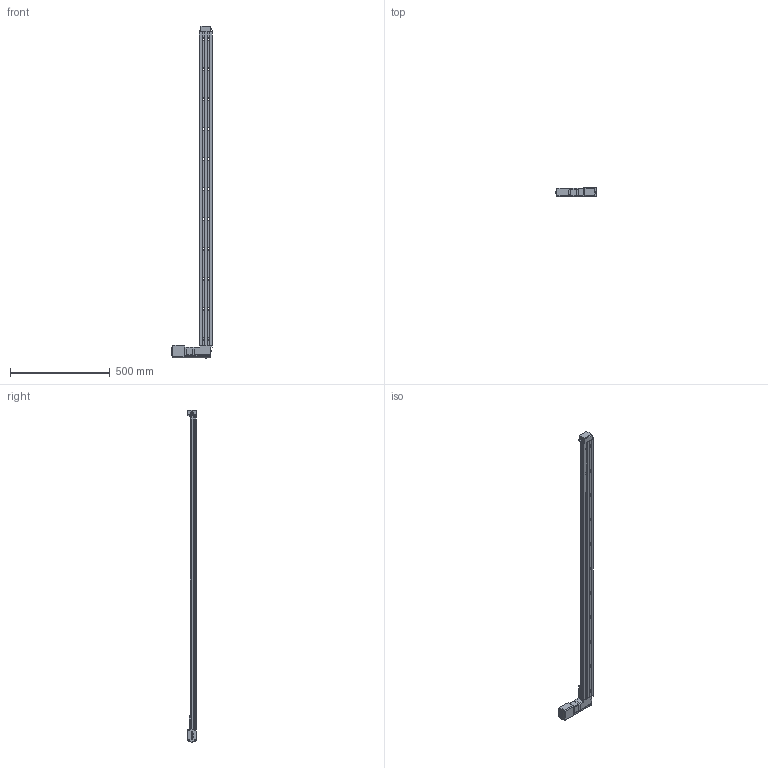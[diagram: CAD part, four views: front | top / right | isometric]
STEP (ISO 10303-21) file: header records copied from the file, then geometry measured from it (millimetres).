
FILE_DESCRIPTION (( 'STEP AP203' ), '1' );
FILE_NAME ('BLQ1495-E01T3A.step', '2023-05-18T00:15:58', ( '' ), ( '' ), 'SwSTEP 2.0', 'SolidWorks 2019', '' );
FILE_SCHEMA (( 'CONFIG_CONTROL_DESIGN' ));
Length unit declared in the file: millimetre
Products named in the file (4): BLQ1495-E01T3A; NMS17_motor^BLQ_BLQ-E01T3A; BLQ_base^BLQ_BLQ1495; BLQ_carriage^BLQ_Standard
Assembly tree (3 placements, depth 2):
  BLQ1495-E01T3A
    BLQ_base^BLQ_BLQ1495
    BLQ_carriage^BLQ_Standard
    NMS17_motor^BLQ_BLQ-E01T3A
Bounding box: 204.61 x 44.15 x 1662.2 mm (x, y, z)
Volume: 1761022.2 mm3; surface area: 578894.9 mm2
Topology: 29 solids, 29 shells, 997 faces, 2610 edges, 1712 vertices
Faces by surface type: plane 513, cylinder 432, cone 26, torus 16, sphere 10
Entity records: 31414 total; most frequent: CARTESIAN_POINT 5607, DIRECTION 5504, ORIENTED_EDGE 5172, EDGE_CURVE 2586, AXIS2_PLACEMENT_3D 1993, VERTEX_POINT 1704, LINE 1518, VECTOR 1518
